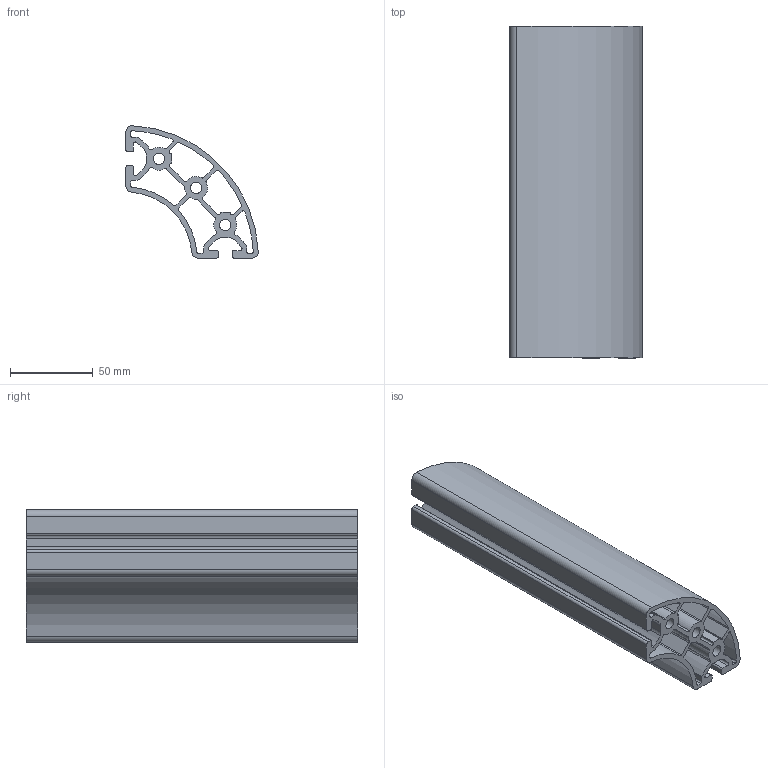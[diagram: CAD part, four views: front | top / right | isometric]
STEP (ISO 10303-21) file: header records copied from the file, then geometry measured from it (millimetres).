
FILE_DESCRIPTION(/* description */ ('Aluminiumprofil R40/80-90°'),/* implementation_level */ '2;1');
FILE_NAME(/* name */ 'Syskomp 281408991 Aluminiumprofil R40_80-90°.stp',/* time_stamp */ '2017-06-12T16:24:41+02:00',/* author */ ('wheldmann'),/* organization */ (''),/* preprocessor_version */ 'ST-DEVELOPER v16.1',/* originating_system */ 'Autodesk Inventor 2016',/* authorisation */ ' ');
FILE_SCHEMA (('AUTOMOTIVE_DESIGN { 1 0 10303 214 3 1 1 }'));
Length unit declared in the file: millimetre
Products named in the file (1): 281408991 Aluminiumprofil R40_80-90° - 200
Bounding box: 79.89 x 200 x 79.89 mm (x, y, z)
Volume: 291982.1 mm3; surface area: 174833.6 mm2
Topology: 1 solids, 1 shells, 133 faces, 393 edges, 262 vertices
Faces by surface type: cylinder 91, plane 42
Full cylindrical faces by diameter (mm): 6.8 x3
Entity records: 4574 total; most frequent: DIRECTION 840, CARTESIAN_POINT 786, ORIENTED_EDGE 780, EDGE_CURVE 390, AXIS2_PLACEMENT_3D 316, VERTEX_POINT 262, LINE 208, VECTOR 208
